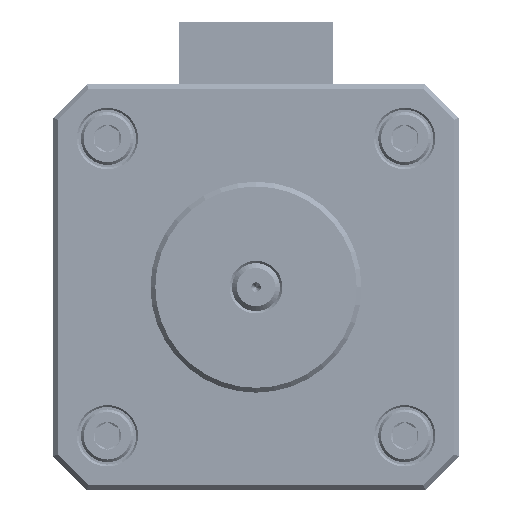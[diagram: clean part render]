
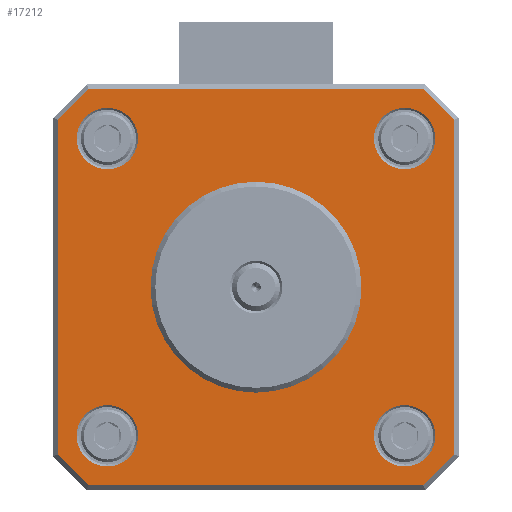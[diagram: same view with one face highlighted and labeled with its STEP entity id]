
A CAD part, front view. The second image highlights one B-rep face of the part: STEP entity #17212.
In plain terms, the highlighted planar face has unit normal (0, -1, 0).
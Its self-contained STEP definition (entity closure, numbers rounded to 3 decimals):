
#874=FACE_BOUND('',#3069,.T.);
#875=FACE_BOUND('',#3070,.T.);
#876=FACE_BOUND('',#3071,.T.);
#877=FACE_BOUND('',#3072,.T.);
#878=FACE_BOUND('',#3073,.T.);
#976=PLANE('',#18332);
#2115=FACE_OUTER_BOUND('',#3068,.T.);
#3068=EDGE_LOOP('',(#13504,#13505,#13506,#13507,#13508,#13509,#13510,#13511));
#3069=EDGE_LOOP('',(#13512));
#3070=EDGE_LOOP('',(#13513));
#3071=EDGE_LOOP('',(#13514));
#3072=EDGE_LOOP('',(#13515));
#3073=EDGE_LOOP('',(#13516));
#4046=LINE('',#40754,#5696);
#4050=LINE('',#40762,#5700);
#4053=LINE('',#40768,#5703);
#4058=LINE('',#40779,#5708);
#4060=LINE('',#40783,#5710);
#4063=LINE('',#40789,#5713);
#4067=LINE('',#40795,#5717);
#4069=LINE('',#40798,#5719);
#5696=VECTOR('',#20369,10.);
#5700=VECTOR('',#20375,10.);
#5703=VECTOR('',#20380,10.);
#5708=VECTOR('',#20387,10.);
#5710=VECTOR('',#20391,10.);
#5713=VECTOR('',#20396,10.);
#5717=VECTOR('',#20402,10.);
#5719=VECTOR('',#20406,10.);
#7060=CIRCLE('',#18333,3.2);
#7061=CIRCLE('',#18334,3.2);
#7062=CIRCLE('',#18335,11.);
#7063=CIRCLE('',#18336,3.2);
#7064=CIRCLE('',#18337,3.2);
#7922=VERTEX_POINT('',#40752);
#7923=VERTEX_POINT('',#40753);
#7926=VERTEX_POINT('',#40761);
#7928=VERTEX_POINT('',#40767);
#7932=VERTEX_POINT('',#40776);
#7933=VERTEX_POINT('',#40778);
#7934=VERTEX_POINT('',#40782);
#7936=VERTEX_POINT('',#40788);
#7943=VERTEX_POINT('',#40818);
#7944=VERTEX_POINT('',#40820);
#7945=VERTEX_POINT('',#40822);
#7946=VERTEX_POINT('',#40824);
#7947=VERTEX_POINT('',#40826);
#9949=EDGE_CURVE('',#7922,#7923,#4046,.T.);
#9953=EDGE_CURVE('',#7923,#7926,#4050,.T.);
#9956=EDGE_CURVE('',#7926,#7928,#4053,.T.);
#9961=EDGE_CURVE('',#7932,#7933,#4058,.T.);
#9963=EDGE_CURVE('',#7928,#7934,#4060,.T.);
#9966=EDGE_CURVE('',#7934,#7936,#4063,.T.);
#9970=EDGE_CURVE('',#7936,#7932,#4067,.T.);
#9972=EDGE_CURVE('',#7933,#7922,#4069,.T.);
#9982=EDGE_CURVE('',#7943,#7943,#7060,.T.);
#9983=EDGE_CURVE('',#7944,#7944,#7061,.T.);
#9984=EDGE_CURVE('',#7945,#7945,#7062,.T.);
#9985=EDGE_CURVE('',#7946,#7946,#7063,.T.);
#9986=EDGE_CURVE('',#7947,#7947,#7064,.T.);
#13504=ORIENTED_EDGE('',*,*,#9961,.F.);
#13505=ORIENTED_EDGE('',*,*,#9970,.F.);
#13506=ORIENTED_EDGE('',*,*,#9966,.F.);
#13507=ORIENTED_EDGE('',*,*,#9963,.F.);
#13508=ORIENTED_EDGE('',*,*,#9956,.F.);
#13509=ORIENTED_EDGE('',*,*,#9953,.F.);
#13510=ORIENTED_EDGE('',*,*,#9949,.F.);
#13511=ORIENTED_EDGE('',*,*,#9972,.F.);
#13512=ORIENTED_EDGE('',*,*,#9982,.F.);
#13513=ORIENTED_EDGE('',*,*,#9983,.F.);
#13514=ORIENTED_EDGE('',*,*,#9984,.T.);
#13515=ORIENTED_EDGE('',*,*,#9985,.F.);
#13516=ORIENTED_EDGE('',*,*,#9986,.F.);
#17212=ADVANCED_FACE('',(#2115,#874,#875,#876,#877,#878),#976,.F.);
#18332=AXIS2_PLACEMENT_3D('',#40817,#20424,#20425);
#18333=AXIS2_PLACEMENT_3D('',#40819,#20426,#20427);
#18334=AXIS2_PLACEMENT_3D('',#40821,#20428,#20429);
#18335=AXIS2_PLACEMENT_3D('',#40823,#20430,#20431);
#18336=AXIS2_PLACEMENT_3D('',#40825,#20432,#20433);
#18337=AXIS2_PLACEMENT_3D('',#40827,#20434,#20435);
#20369=DIRECTION('',(-1.,0.,0.));
#20375=DIRECTION('',(-0.707,0.,0.707));
#20380=DIRECTION('',(0.,0.,1.));
#20387=DIRECTION('',(0.,0.,-1.));
#20391=DIRECTION('',(0.707,0.,0.707));
#20396=DIRECTION('',(1.,0.,0.));
#20402=DIRECTION('',(0.707,0.,-0.707));
#20406=DIRECTION('',(-0.707,0.,-0.707));
#20424=DIRECTION('center_axis',(0.,1.,0.));
#20425=DIRECTION('ref_axis',(1.,0.,0.));
#20426=DIRECTION('center_axis',(0.,-1.,0.));
#20427=DIRECTION('ref_axis',(1.,0.,0.));
#20428=DIRECTION('center_axis',(0.,-1.,0.));
#20429=DIRECTION('ref_axis',(1.,0.,0.));
#20430=DIRECTION('center_axis',(0.,1.,0.));
#20431=DIRECTION('ref_axis',(1.,0.,0.));
#20432=DIRECTION('center_axis',(0.,-1.,0.));
#20433=DIRECTION('ref_axis',(1.,0.,0.));
#20434=DIRECTION('center_axis',(0.,-1.,0.));
#20435=DIRECTION('ref_axis',(1.,0.,0.));
#40752=CARTESIAN_POINT('',(38.593,0.,0.5));
#40753=CARTESIAN_POINT('',(3.707,0.,0.5));
#40754=CARTESIAN_POINT('',(29.975,0.,0.5));
#40761=CARTESIAN_POINT('',(0.5,0.,3.707));
#40762=CARTESIAN_POINT('',(2.979,0.,1.229));
#40767=CARTESIAN_POINT('',(0.5,0.,38.593));
#40768=CARTESIAN_POINT('',(0.5,0.,12.325));
#40776=CARTESIAN_POINT('',(41.8,0.,38.593));
#40778=CARTESIAN_POINT('',(41.8,0.,3.707));
#40779=CARTESIAN_POINT('',(41.8,0.,29.975));
#40782=CARTESIAN_POINT('',(3.707,0.,41.8));
#40783=CARTESIAN_POINT('',(1.229,0.,39.321));
#40788=CARTESIAN_POINT('',(38.593,0.,41.8));
#40789=CARTESIAN_POINT('',(12.325,0.,41.8));
#40795=CARTESIAN_POINT('',(39.321,0.,41.071));
#40798=CARTESIAN_POINT('',(41.071,0.,2.979));
#40817=CARTESIAN_POINT('Origin',(21.15,0.,21.15));
#40818=CARTESIAN_POINT('',(2.45,0.,5.65));
#40819=CARTESIAN_POINT('Origin',(5.65,0.,5.65));
#40820=CARTESIAN_POINT('',(33.45,0.,36.65));
#40821=CARTESIAN_POINT('Origin',(36.65,0.,36.65));
#40822=CARTESIAN_POINT('',(10.15,0.,21.15));
#40823=CARTESIAN_POINT('Origin',(21.15,0.,21.15));
#40824=CARTESIAN_POINT('',(2.45,0.,36.65));
#40825=CARTESIAN_POINT('Origin',(5.65,0.,36.65));
#40826=CARTESIAN_POINT('',(33.45,0.,5.65));
#40827=CARTESIAN_POINT('Origin',(36.65,0.,5.65));
